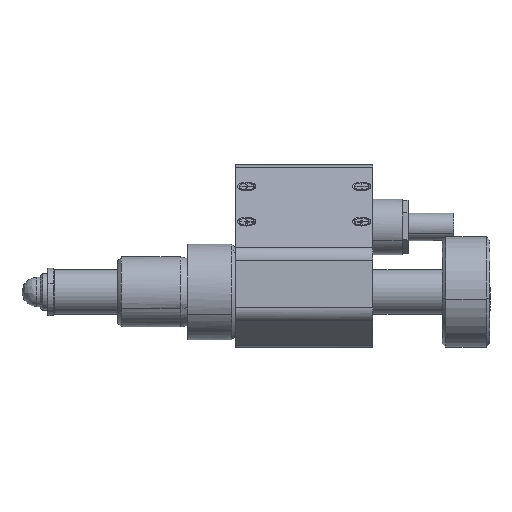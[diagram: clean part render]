
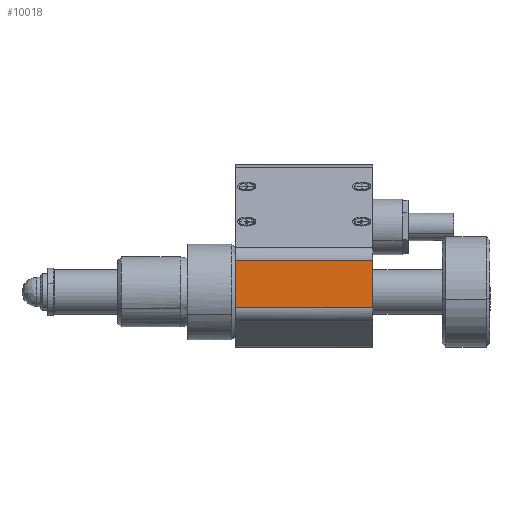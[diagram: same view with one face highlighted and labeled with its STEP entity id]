
A CAD part, front view. The second image highlights one B-rep face of the part: STEP entity #10018.
In plain terms, the highlighted planar face has unit normal (0, -1, 0.026).
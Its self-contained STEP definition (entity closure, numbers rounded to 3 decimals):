
#325 = CARTESIAN_POINT ( 'NONE',  ( -8.022, 17.047, 46.795 ) ) ;
#523 = EDGE_LOOP ( 'NONE', ( #4990, #6384, #7939, #4442 ) ) ;
#561 = CARTESIAN_POINT ( 'NONE',  ( -8.022, 16.879, 40.389 ) ) ;
#740 = CARTESIAN_POINT ( 'NONE',  ( -26.622, 17.047, 46.795 ) ) ;
#790 = EDGE_CURVE ( 'NONE', #8687, #10119, #5649, .T. ) ;
#916 = FACE_OUTER_BOUND ( 'NONE', #523, .T. ) ;
#963 = DIRECTION ( 'NONE',  ( 0., 1., -0.026 ) ) ;
#989 = B_SPLINE_CURVE_WITH_KNOTS ( 'NONE', 3,
 ( #9371, #5416, #8587, #4443 ),
 .UNSPECIFIED., .F., .F.,
 ( 4, 4 ),
 ( 0., 1. ),
 .UNSPECIFIED. ) ;
#1737 = CARTESIAN_POINT ( 'NONE',  ( -26.622, 16.879, 40.389 ) ) ;
#2021 = CARTESIAN_POINT ( 'NONE',  ( -8.022, 16.935, 42.525 ) ) ;
#2360 = B_SPLINE_CURVE_WITH_KNOTS ( 'NONE', 3,
 ( #9190, #5863, #7474, #3599 ),
 .UNSPECIFIED., .F., .F.,
 ( 4, 4 ),
 ( 0., 1. ),
 .UNSPECIFIED. ) ;
#3599 = CARTESIAN_POINT ( 'NONE',  ( -26.622, 16.879, 40.389 ) ) ;
#4089 = PLANE ( 'NONE',  #7458 ) ;
#4442 = ORIENTED_EDGE ( 'NONE', *, *, #9162, .F. ) ;
#4443 = CARTESIAN_POINT ( 'NONE',  ( -8.022, 17.047, 46.795 ) ) ;
#4731 = B_SPLINE_CURVE_WITH_KNOTS ( 'NONE', 3,
 ( #9954, #6018, #9187, #5236 ),
 .UNSPECIFIED., .F., .F.,
 ( 4, 4 ),
 ( 0., 1. ),
 .UNSPECIFIED. ) ;
#4990 = ORIENTED_EDGE ( 'NONE', *, *, #6576, .F. ) ;
#5236 = CARTESIAN_POINT ( 'NONE',  ( -26.622, 17.047, 46.795 ) ) ;
#5416 = CARTESIAN_POINT ( 'NONE',  ( -20.422, 17.047, 46.795 ) ) ;
#5649 = B_SPLINE_CURVE_WITH_KNOTS ( 'NONE', 3,
 ( #9041, #2021, #10104, #325 ),
 .UNSPECIFIED., .F., .F.,
 ( 4, 4 ),
 ( 0., 1. ),
 .UNSPECIFIED. ) ;
#5743 = DIRECTION ( 'NONE',  ( 0., 0.026, 1. ) ) ;
#5863 = CARTESIAN_POINT ( 'NONE',  ( -14.222, 16.879, 40.389 ) ) ;
#5864 = VERTEX_POINT ( 'NONE', #5886 ) ;
#5886 = CARTESIAN_POINT ( 'NONE',  ( -26.622, 16.879, 40.389 ) ) ;
#6018 = CARTESIAN_POINT ( 'NONE',  ( -26.622, 16.935, 42.525 ) ) ;
#6384 = ORIENTED_EDGE ( 'NONE', *, *, #8348, .F. ) ;
#6576 = EDGE_CURVE ( 'NONE', #5864, #8157, #4731, .T. ) ;
#7458 = AXIS2_PLACEMENT_3D ( 'NONE', #1737, #963, #5743 ) ;
#7474 = CARTESIAN_POINT ( 'NONE',  ( -20.422, 16.879, 40.389 ) ) ;
#7939 = ORIENTED_EDGE ( 'NONE', *, *, #790, .T. ) ;
#8157 = VERTEX_POINT ( 'NONE', #740 ) ;
#8348 = EDGE_CURVE ( 'NONE', #8687, #5864, #2360, .T. ) ;
#8587 = CARTESIAN_POINT ( 'NONE',  ( -14.222, 17.047, 46.795 ) ) ;
#8687 = VERTEX_POINT ( 'NONE', #561 ) ;
#9041 = CARTESIAN_POINT ( 'NONE',  ( -8.022, 16.879, 40.389 ) ) ;
#9162 = EDGE_CURVE ( 'NONE', #8157, #10119, #989, .T. ) ;
#9170 = CARTESIAN_POINT ( 'NONE',  ( -8.022, 17.047, 46.795 ) ) ;
#9187 = CARTESIAN_POINT ( 'NONE',  ( -26.622, 16.991, 44.66 ) ) ;
#9190 = CARTESIAN_POINT ( 'NONE',  ( -8.022, 16.879, 40.389 ) ) ;
#9371 = CARTESIAN_POINT ( 'NONE',  ( -26.622, 17.047, 46.795 ) ) ;
#9954 = CARTESIAN_POINT ( 'NONE',  ( -26.622, 16.879, 40.389 ) ) ;
#10018 = ADVANCED_FACE ( 'NONE', ( #916 ), #4089, .F. ) ;
#10104 = CARTESIAN_POINT ( 'NONE',  ( -8.022, 16.991, 44.66 ) ) ;
#10119 = VERTEX_POINT ( 'NONE', #9170 ) ;
